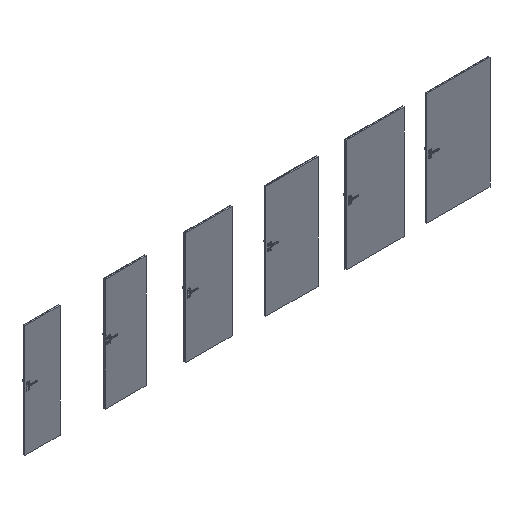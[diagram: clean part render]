
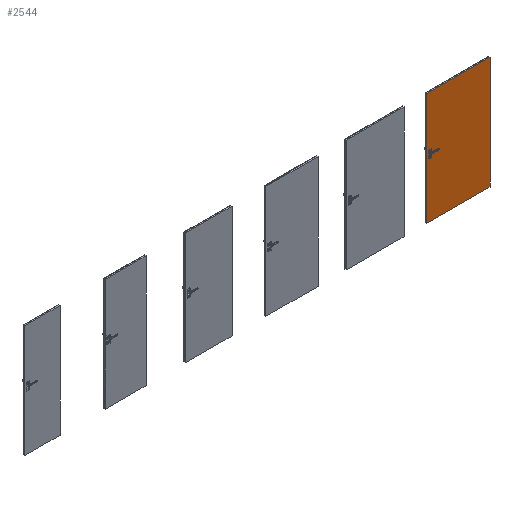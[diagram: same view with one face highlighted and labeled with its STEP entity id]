
A CAD part, isometric view. The second image highlights one B-rep face of the part: STEP entity #2544.
In plain terms, the highlighted planar face has unit normal (0, -1, 0).
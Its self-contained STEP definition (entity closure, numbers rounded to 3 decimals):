
#2544=ADVANCED_FACE('',(#4032),#3404,.F.);
#3404=PLANE('',#17217);
#4032=FACE_OUTER_BOUND('',#5076,.T.);
#5076=EDGE_LOOP('',(#7514,#7515,#7516,#7517));
#7514=ORIENTED_EDGE('',*,*,#12688,.T.);
#7515=ORIENTED_EDGE('',*,*,#12689,.F.);
#7516=ORIENTED_EDGE('',*,*,#12686,.F.);
#7517=ORIENTED_EDGE('',*,*,#12690,.T.);
#10972=VERTEX_POINT('',#27261);
#10973=VERTEX_POINT('',#27263);
#10974=VERTEX_POINT('',#27267);
#10975=VERTEX_POINT('',#27268);
#12686=EDGE_CURVE('',#10972,#10973,#14654,.T.);
#12688=EDGE_CURVE('',#10974,#10975,#14656,.T.);
#12689=EDGE_CURVE('',#10973,#10975,#14657,.T.);
#12690=EDGE_CURVE('',#10972,#10974,#14658,.T.);
#14654=LINE('',#27262,#15902);
#14656=LINE('',#27266,#15904);
#14657=LINE('',#27269,#15905);
#14658=LINE('',#27270,#15906);
#15902=VECTOR('',#19879,1.);
#15904=VECTOR('',#19883,1.);
#15905=VECTOR('',#19884,1.);
#15906=VECTOR('',#19885,1.);
#17217=AXIS2_PLACEMENT_3D('',#27271,#19886,#19887);
#19879=DIRECTION('',(1.,0.,0.));
#19883=DIRECTION('',(1.,0.,0.));
#19884=DIRECTION('',(0.,0.,-1.));
#19885=DIRECTION('',(0.,0.,-1.));
#19886=DIRECTION('',(0.,1.,0.));
#19887=DIRECTION('',(-1.,0.,0.));
#27261=CARTESIAN_POINT('',(6930.5,-39.3,2027.));
#27262=CARTESIAN_POINT('',(7180.5,-39.3,2027.));
#27263=CARTESIAN_POINT('',(8069.5,-39.3,2027.));
#27266=CARTESIAN_POINT('',(7180.5,-39.3,0.));
#27267=CARTESIAN_POINT('',(6930.5,-39.3,0.));
#27268=CARTESIAN_POINT('',(8069.5,-39.3,0.));
#27269=CARTESIAN_POINT('',(8069.5,-39.3,2027.));
#27270=CARTESIAN_POINT('',(6930.5,-39.3,2027.));
#27271=CARTESIAN_POINT('',(7180.5,-39.3,2027.));
